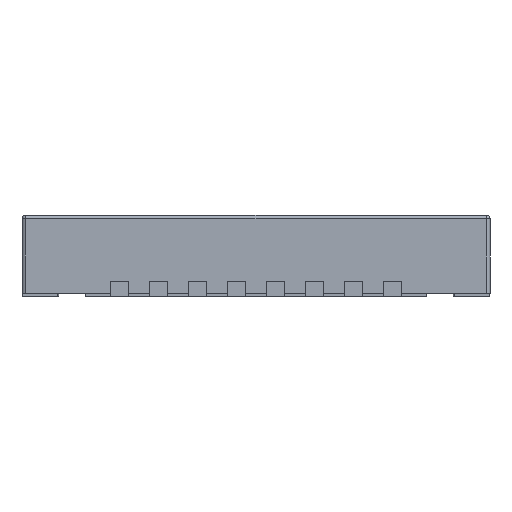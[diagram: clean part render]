
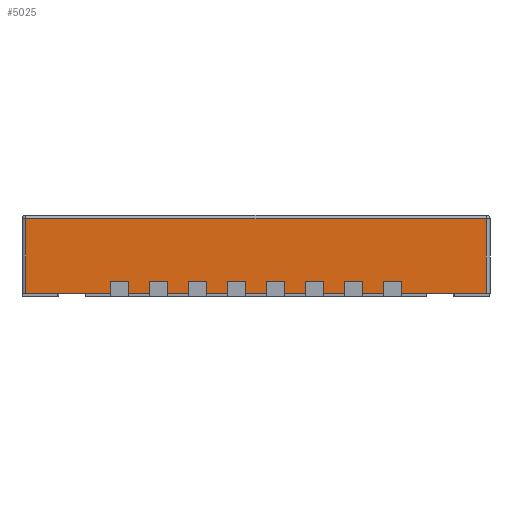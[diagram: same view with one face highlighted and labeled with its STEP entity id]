
A CAD part, front view. The second image highlights one B-rep face of the part: STEP entity #5025.
In plain terms, the highlighted planar face has unit normal (0, -1, 0).
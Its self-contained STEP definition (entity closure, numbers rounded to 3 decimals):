
#296=PLANE('',#5355);
#520=LINE('',#6941,#1161);
#523=LINE('',#6956,#1164);
#526=LINE('',#6960,#1167);
#580=LINE('',#7067,#1221);
#581=LINE('',#7069,#1222);
#582=LINE('',#7071,#1223);
#583=LINE('',#7073,#1224);
#584=LINE('',#7075,#1225);
#585=LINE('',#7077,#1226);
#586=LINE('',#7079,#1227);
#587=LINE('',#7081,#1228);
#588=LINE('',#7083,#1229);
#589=LINE('',#7085,#1230);
#590=LINE('',#7087,#1231);
#591=LINE('',#7089,#1232);
#592=LINE('',#7091,#1233);
#593=LINE('',#7093,#1234);
#594=LINE('',#7095,#1235);
#595=LINE('',#7097,#1236);
#596=LINE('',#7099,#1237);
#597=LINE('',#7101,#1238);
#598=LINE('',#7103,#1239);
#599=LINE('',#7105,#1240);
#600=LINE('',#7107,#1241);
#601=LINE('',#7109,#1242);
#602=LINE('',#7111,#1243);
#603=LINE('',#7113,#1244);
#604=LINE('',#7115,#1245);
#605=LINE('',#7117,#1246);
#606=LINE('',#7119,#1247);
#607=LINE('',#7121,#1248);
#608=LINE('',#7123,#1249);
#609=LINE('',#7125,#1250);
#610=LINE('',#7127,#1251);
#611=LINE('',#7129,#1252);
#612=LINE('',#7130,#1253);
#1161=VECTOR('',#5681,10.);
#1164=VECTOR('',#5698,10.);
#1167=VECTOR('',#5703,10.);
#1221=VECTOR('',#5765,10.);
#1222=VECTOR('',#5766,10.);
#1223=VECTOR('',#5767,10.);
#1224=VECTOR('',#5768,10.);
#1225=VECTOR('',#5769,10.);
#1226=VECTOR('',#5770,10.);
#1227=VECTOR('',#5771,10.);
#1228=VECTOR('',#5772,10.);
#1229=VECTOR('',#5773,10.);
#1230=VECTOR('',#5774,10.);
#1231=VECTOR('',#5775,10.);
#1232=VECTOR('',#5776,10.);
#1233=VECTOR('',#5777,10.);
#1234=VECTOR('',#5778,10.);
#1235=VECTOR('',#5779,10.);
#1236=VECTOR('',#5780,10.);
#1237=VECTOR('',#5781,10.);
#1238=VECTOR('',#5782,10.);
#1239=VECTOR('',#5783,10.);
#1240=VECTOR('',#5784,10.);
#1241=VECTOR('',#5785,10.);
#1242=VECTOR('',#5786,10.);
#1243=VECTOR('',#5787,10.);
#1244=VECTOR('',#5788,10.);
#1245=VECTOR('',#5789,10.);
#1246=VECTOR('',#5790,10.);
#1247=VECTOR('',#5791,10.);
#1248=VECTOR('',#5792,10.);
#1249=VECTOR('',#5793,10.);
#1250=VECTOR('',#5794,10.);
#1251=VECTOR('',#5795,10.);
#1252=VECTOR('',#5796,10.);
#1253=VECTOR('',#5797,10.);
#1822=FACE_OUTER_BOUND('',#2058,.T.);
#2058=EDGE_LOOP('',(#3656,#3657,#3658,#3659,#3660,#3661,#3662,#3663,#3664,
#3665,#3666,#3667,#3668,#3669,#3670,#3671,#3672,#3673,#3674,#3675,#3676,
#3677,#3678,#3679,#3680,#3681,#3682,#3683,#3684,#3685,#3686,#3687,#3688,
#3689,#3690,#3691));
#2330=VERTEX_POINT('',#6930);
#2333=VERTEX_POINT('',#6937);
#2337=VERTEX_POINT('',#6949);
#2339=VERTEX_POINT('',#6954);
#2388=VERTEX_POINT('',#7066);
#2389=VERTEX_POINT('',#7068);
#2390=VERTEX_POINT('',#7070);
#2391=VERTEX_POINT('',#7072);
#2392=VERTEX_POINT('',#7074);
#2393=VERTEX_POINT('',#7076);
#2394=VERTEX_POINT('',#7078);
#2395=VERTEX_POINT('',#7080);
#2396=VERTEX_POINT('',#7082);
#2397=VERTEX_POINT('',#7084);
#2398=VERTEX_POINT('',#7086);
#2399=VERTEX_POINT('',#7088);
#2400=VERTEX_POINT('',#7090);
#2401=VERTEX_POINT('',#7092);
#2402=VERTEX_POINT('',#7094);
#2403=VERTEX_POINT('',#7096);
#2404=VERTEX_POINT('',#7098);
#2405=VERTEX_POINT('',#7100);
#2406=VERTEX_POINT('',#7102);
#2407=VERTEX_POINT('',#7104);
#2408=VERTEX_POINT('',#7106);
#2409=VERTEX_POINT('',#7108);
#2410=VERTEX_POINT('',#7110);
#2411=VERTEX_POINT('',#7112);
#2412=VERTEX_POINT('',#7114);
#2413=VERTEX_POINT('',#7116);
#2414=VERTEX_POINT('',#7118);
#2415=VERTEX_POINT('',#7120);
#2416=VERTEX_POINT('',#7122);
#2417=VERTEX_POINT('',#7124);
#2418=VERTEX_POINT('',#7126);
#2419=VERTEX_POINT('',#7128);
#2853=EDGE_CURVE('',#2330,#2333,#520,.T.);
#2860=EDGE_CURVE('',#2339,#2337,#523,.T.);
#2863=EDGE_CURVE('',#2337,#2330,#526,.T.);
#2917=EDGE_CURVE('',#2339,#2388,#580,.T.);
#2918=EDGE_CURVE('',#2388,#2389,#581,.T.);
#2919=EDGE_CURVE('',#2389,#2390,#582,.T.);
#2920=EDGE_CURVE('',#2390,#2391,#583,.T.);
#2921=EDGE_CURVE('',#2391,#2392,#584,.T.);
#2922=EDGE_CURVE('',#2392,#2393,#585,.T.);
#2923=EDGE_CURVE('',#2393,#2394,#586,.T.);
#2924=EDGE_CURVE('',#2394,#2395,#587,.T.);
#2925=EDGE_CURVE('',#2395,#2396,#588,.T.);
#2926=EDGE_CURVE('',#2396,#2397,#589,.T.);
#2927=EDGE_CURVE('',#2397,#2398,#590,.T.);
#2928=EDGE_CURVE('',#2398,#2399,#591,.T.);
#2929=EDGE_CURVE('',#2399,#2400,#592,.T.);
#2930=EDGE_CURVE('',#2400,#2401,#593,.T.);
#2931=EDGE_CURVE('',#2401,#2402,#594,.T.);
#2932=EDGE_CURVE('',#2402,#2403,#595,.T.);
#2933=EDGE_CURVE('',#2403,#2404,#596,.T.);
#2934=EDGE_CURVE('',#2404,#2405,#597,.T.);
#2935=EDGE_CURVE('',#2405,#2406,#598,.T.);
#2936=EDGE_CURVE('',#2406,#2407,#599,.T.);
#2937=EDGE_CURVE('',#2407,#2408,#600,.T.);
#2938=EDGE_CURVE('',#2408,#2409,#601,.T.);
#2939=EDGE_CURVE('',#2409,#2410,#602,.T.);
#2940=EDGE_CURVE('',#2410,#2411,#603,.T.);
#2941=EDGE_CURVE('',#2411,#2412,#604,.T.);
#2942=EDGE_CURVE('',#2412,#2413,#605,.T.);
#2943=EDGE_CURVE('',#2413,#2414,#606,.T.);
#2944=EDGE_CURVE('',#2414,#2415,#607,.T.);
#2945=EDGE_CURVE('',#2415,#2416,#608,.T.);
#2946=EDGE_CURVE('',#2416,#2417,#609,.T.);
#2947=EDGE_CURVE('',#2417,#2418,#610,.T.);
#2948=EDGE_CURVE('',#2418,#2419,#611,.T.);
#2949=EDGE_CURVE('',#2419,#2333,#612,.T.);
#3656=ORIENTED_EDGE('',*,*,#2853,.F.);
#3657=ORIENTED_EDGE('',*,*,#2863,.F.);
#3658=ORIENTED_EDGE('',*,*,#2860,.F.);
#3659=ORIENTED_EDGE('',*,*,#2917,.T.);
#3660=ORIENTED_EDGE('',*,*,#2918,.T.);
#3661=ORIENTED_EDGE('',*,*,#2919,.T.);
#3662=ORIENTED_EDGE('',*,*,#2920,.T.);
#3663=ORIENTED_EDGE('',*,*,#2921,.T.);
#3664=ORIENTED_EDGE('',*,*,#2922,.T.);
#3665=ORIENTED_EDGE('',*,*,#2923,.T.);
#3666=ORIENTED_EDGE('',*,*,#2924,.T.);
#3667=ORIENTED_EDGE('',*,*,#2925,.T.);
#3668=ORIENTED_EDGE('',*,*,#2926,.T.);
#3669=ORIENTED_EDGE('',*,*,#2927,.T.);
#3670=ORIENTED_EDGE('',*,*,#2928,.T.);
#3671=ORIENTED_EDGE('',*,*,#2929,.T.);
#3672=ORIENTED_EDGE('',*,*,#2930,.T.);
#3673=ORIENTED_EDGE('',*,*,#2931,.T.);
#3674=ORIENTED_EDGE('',*,*,#2932,.T.);
#3675=ORIENTED_EDGE('',*,*,#2933,.T.);
#3676=ORIENTED_EDGE('',*,*,#2934,.T.);
#3677=ORIENTED_EDGE('',*,*,#2935,.T.);
#3678=ORIENTED_EDGE('',*,*,#2936,.T.);
#3679=ORIENTED_EDGE('',*,*,#2937,.T.);
#3680=ORIENTED_EDGE('',*,*,#2938,.T.);
#3681=ORIENTED_EDGE('',*,*,#2939,.T.);
#3682=ORIENTED_EDGE('',*,*,#2940,.T.);
#3683=ORIENTED_EDGE('',*,*,#2941,.T.);
#3684=ORIENTED_EDGE('',*,*,#2942,.T.);
#3685=ORIENTED_EDGE('',*,*,#2943,.T.);
#3686=ORIENTED_EDGE('',*,*,#2944,.T.);
#3687=ORIENTED_EDGE('',*,*,#2945,.T.);
#3688=ORIENTED_EDGE('',*,*,#2946,.T.);
#3689=ORIENTED_EDGE('',*,*,#2947,.T.);
#3690=ORIENTED_EDGE('',*,*,#2948,.T.);
#3691=ORIENTED_EDGE('',*,*,#2949,.T.);
#5025=ADVANCED_FACE('',(#1822),#296,.T.);
#5355=AXIS2_PLACEMENT_3D('',#7065,#5763,#5764);
#5681=DIRECTION('',(0.,0.,-1.));
#5698=DIRECTION('',(0.,0.,1.));
#5703=DIRECTION('',(1.,0.,0.));
#5763=DIRECTION('center_axis',(0.,-1.,0.));
#5764=DIRECTION('ref_axis',(1.,0.,0.));
#5765=DIRECTION('',(1.,0.,0.));
#5766=DIRECTION('',(0.,0.,1.));
#5767=DIRECTION('',(1.,0.,0.));
#5768=DIRECTION('',(0.,0.,-1.));
#5769=DIRECTION('',(1.,0.,0.));
#5770=DIRECTION('',(0.,0.,1.));
#5771=DIRECTION('',(1.,0.,0.));
#5772=DIRECTION('',(0.,0.,-1.));
#5773=DIRECTION('',(1.,0.,0.));
#5774=DIRECTION('',(0.,0.,1.));
#5775=DIRECTION('',(1.,0.,0.));
#5776=DIRECTION('',(0.,0.,-1.));
#5777=DIRECTION('',(1.,0.,0.));
#5778=DIRECTION('',(0.,0.,1.));
#5779=DIRECTION('',(1.,0.,0.));
#5780=DIRECTION('',(0.,0.,-1.));
#5781=DIRECTION('',(1.,0.,0.));
#5782=DIRECTION('',(0.,0.,1.));
#5783=DIRECTION('',(1.,0.,0.));
#5784=DIRECTION('',(0.,0.,-1.));
#5785=DIRECTION('',(1.,0.,0.));
#5786=DIRECTION('',(0.,0.,1.));
#5787=DIRECTION('',(1.,0.,0.));
#5788=DIRECTION('',(0.,0.,-1.));
#5789=DIRECTION('',(1.,0.,0.));
#5790=DIRECTION('',(0.,0.,1.));
#5791=DIRECTION('',(1.,0.,0.));
#5792=DIRECTION('',(0.,0.,-1.));
#5793=DIRECTION('',(1.,0.,0.));
#5794=DIRECTION('',(0.,0.,1.));
#5795=DIRECTION('',(1.,0.,0.));
#5796=DIRECTION('',(0.,0.,-1.));
#5797=DIRECTION('',(1.,0.,0.));
#6930=CARTESIAN_POINT('',(2.95,-4.,0.95));
#6937=CARTESIAN_POINT('',(2.95,-4.,0.));
#6941=CARTESIAN_POINT('',(2.95,-4.,0.));
#6949=CARTESIAN_POINT('',(-2.95,-4.,0.95));
#6954=CARTESIAN_POINT('',(-2.95,-4.,0.));
#6956=CARTESIAN_POINT('',(-2.95,-4.,0.));
#6960=CARTESIAN_POINT('',(-1.5,-4.,0.95));
#7065=CARTESIAN_POINT('Origin',(-3.,-4.,0.));
#7066=CARTESIAN_POINT('',(-1.87,-4.,0.));
#7067=CARTESIAN_POINT('',(-3.,-4.,0.));
#7068=CARTESIAN_POINT('',(-1.87,-4.,0.15));
#7069=CARTESIAN_POINT('',(-1.87,-4.,0.075));
#7070=CARTESIAN_POINT('',(-1.63,-4.,0.15));
#7071=CARTESIAN_POINT('',(-2.315,-4.,0.15));
#7072=CARTESIAN_POINT('',(-1.63,-4.,0.));
#7073=CARTESIAN_POINT('',(-1.63,-4.,0.));
#7074=CARTESIAN_POINT('',(-1.37,-4.,0.));
#7075=CARTESIAN_POINT('',(-3.,-4.,0.));
#7076=CARTESIAN_POINT('',(-1.37,-4.,0.15));
#7077=CARTESIAN_POINT('',(-1.37,-4.,0.075));
#7078=CARTESIAN_POINT('',(-1.13,-4.,0.15));
#7079=CARTESIAN_POINT('',(-2.065,-4.,0.15));
#7080=CARTESIAN_POINT('',(-1.13,-4.,0.));
#7081=CARTESIAN_POINT('',(-1.13,-4.,0.));
#7082=CARTESIAN_POINT('',(-0.87,-4.,0.));
#7083=CARTESIAN_POINT('',(-3.,-4.,0.));
#7084=CARTESIAN_POINT('',(-0.87,-4.,0.15));
#7085=CARTESIAN_POINT('',(-0.87,-4.,0.075));
#7086=CARTESIAN_POINT('',(-0.63,-4.,0.15));
#7087=CARTESIAN_POINT('',(-1.815,-4.,0.15));
#7088=CARTESIAN_POINT('',(-0.63,-4.,0.));
#7089=CARTESIAN_POINT('',(-0.63,-4.,0.));
#7090=CARTESIAN_POINT('',(-0.37,-4.,0.));
#7091=CARTESIAN_POINT('',(-3.,-4.,0.));
#7092=CARTESIAN_POINT('',(-0.37,-4.,0.15));
#7093=CARTESIAN_POINT('',(-0.37,-4.,0.075));
#7094=CARTESIAN_POINT('',(-0.13,-4.,0.15));
#7095=CARTESIAN_POINT('',(-1.565,-4.,0.15));
#7096=CARTESIAN_POINT('',(-0.13,-4.,0.));
#7097=CARTESIAN_POINT('',(-0.13,-4.,0.));
#7098=CARTESIAN_POINT('',(0.13,-4.,0.));
#7099=CARTESIAN_POINT('',(-3.,-4.,0.));
#7100=CARTESIAN_POINT('',(0.13,-4.,0.15));
#7101=CARTESIAN_POINT('',(0.13,-4.,0.075));
#7102=CARTESIAN_POINT('',(0.37,-4.,0.15));
#7103=CARTESIAN_POINT('',(-1.315,-4.,0.15));
#7104=CARTESIAN_POINT('',(0.37,-4.,0.));
#7105=CARTESIAN_POINT('',(0.37,-4.,0.));
#7106=CARTESIAN_POINT('',(0.63,-4.,0.));
#7107=CARTESIAN_POINT('',(-3.,-4.,0.));
#7108=CARTESIAN_POINT('',(0.63,-4.,0.15));
#7109=CARTESIAN_POINT('',(0.63,-4.,0.075));
#7110=CARTESIAN_POINT('',(0.87,-4.,0.15));
#7111=CARTESIAN_POINT('',(-1.065,-4.,0.15));
#7112=CARTESIAN_POINT('',(0.87,-4.,0.));
#7113=CARTESIAN_POINT('',(0.87,-4.,0.));
#7114=CARTESIAN_POINT('',(1.13,-4.,0.));
#7115=CARTESIAN_POINT('',(-3.,-4.,0.));
#7116=CARTESIAN_POINT('',(1.13,-4.,0.15));
#7117=CARTESIAN_POINT('',(1.13,-4.,0.075));
#7118=CARTESIAN_POINT('',(1.37,-4.,0.15));
#7119=CARTESIAN_POINT('',(-0.815,-4.,0.15));
#7120=CARTESIAN_POINT('',(1.37,-4.,0.));
#7121=CARTESIAN_POINT('',(1.37,-4.,0.));
#7122=CARTESIAN_POINT('',(1.63,-4.,0.));
#7123=CARTESIAN_POINT('',(-3.,-4.,0.));
#7124=CARTESIAN_POINT('',(1.63,-4.,0.15));
#7125=CARTESIAN_POINT('',(1.63,-4.,0.075));
#7126=CARTESIAN_POINT('',(1.87,-4.,0.15));
#7127=CARTESIAN_POINT('',(-0.565,-4.,0.15));
#7128=CARTESIAN_POINT('',(1.87,-4.,0.));
#7129=CARTESIAN_POINT('',(1.87,-4.,0.));
#7130=CARTESIAN_POINT('',(-3.,-4.,0.));
